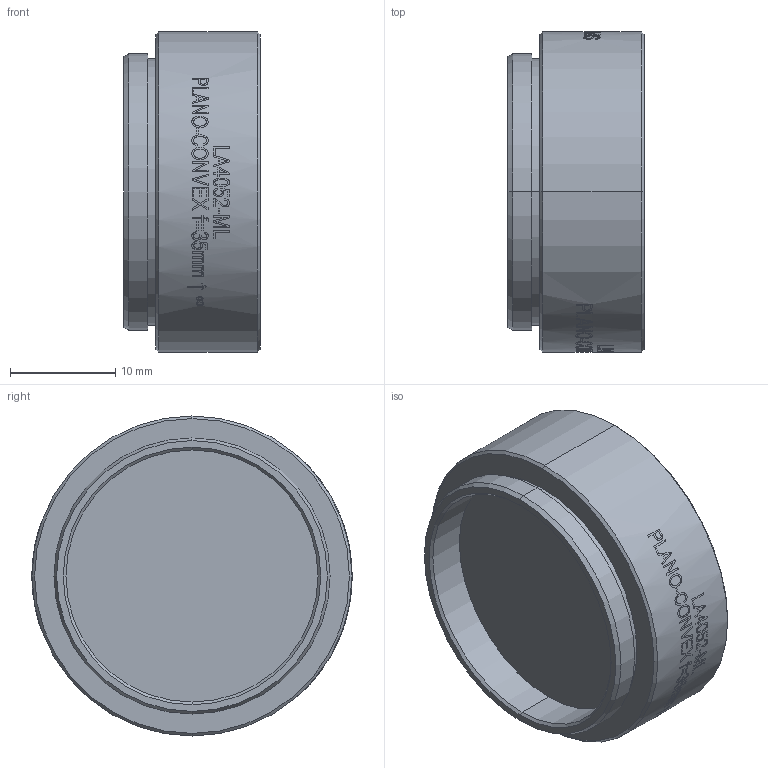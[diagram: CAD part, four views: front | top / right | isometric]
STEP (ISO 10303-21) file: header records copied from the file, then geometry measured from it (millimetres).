
FILE_DESCRIPTION (( 'STEP AP203' ), '1' );
FILE_NAME ('24451-E0W.STEP', '2021-02-04T17:32:01', ( '' ), ( '' ), 'SwSTEP 2.0', 'SolidWorks 2018', '' );
FILE_SCHEMA (( 'CONFIG_CONTROL_DESIGN' ));
Length unit declared in the file: millimetre
Products named in the file (1): 24451-E0W
Bounding box: 12.95 x 30.48 x 30.48 mm (x, y, z)
Volume: 5075.5 mm3; surface area: 4705.2 mm2
Topology: 3 solids, 3 shells, 114 faces, 590 edges, 535 vertices
Faces by surface type: cylinder 70, cone 22, plane 20, torus 2
Entity records: 9471 total; most frequent: CARTESIAN_POINT 4740, ORIENTED_EDGE 1176, DIRECTION 742, EDGE_CURVE 588, VERTEX_POINT 535, AXIS2_PLACEMENT_3D 299, B_SPLINE_CURVE_WITH_KNOTS 260, CIRCLE 184
